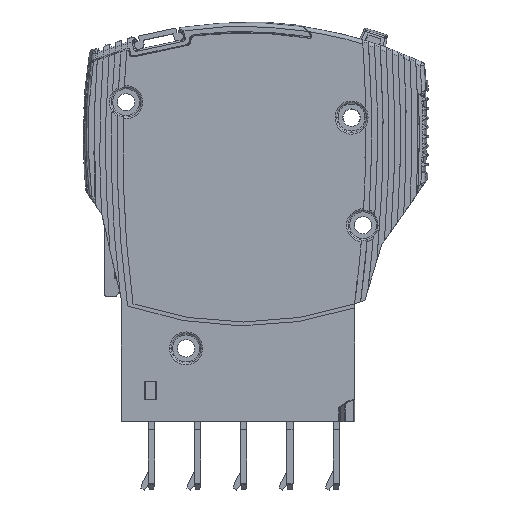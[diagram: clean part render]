
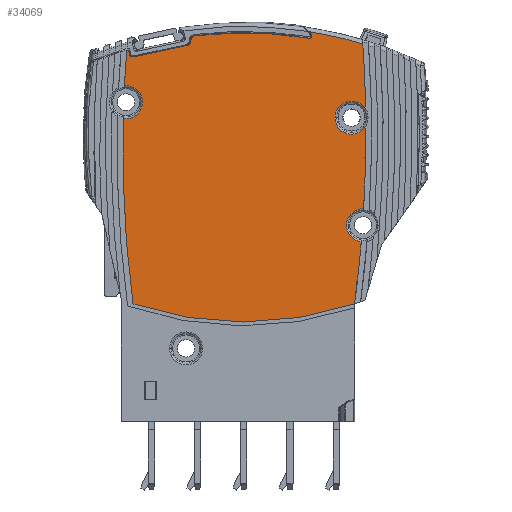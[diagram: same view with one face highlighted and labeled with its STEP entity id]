
A CAD part, top view. The second image highlights one B-rep face of the part: STEP entity #34069.
In plain terms, the highlighted planar face has unit normal (0, 0, 1).
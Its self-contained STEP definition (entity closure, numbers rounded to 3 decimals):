
#3141=CARTESIAN_POINT('',(-15.3,14.,6.1));
#3142=DIRECTION('',(0.,0.,-1.));
#3143=DIRECTION('',(-0.097,0.995,0.));
#3144=AXIS2_PLACEMENT_3D('',#3141,#3142,#3143);
#3146=CARTESIAN_POINT('',(-6.174,21.934,6.1));
#3147=DIRECTION('',(0.,0.,1.));
#3148=DIRECTION('',(-0.118,0.993,0.));
#3149=AXIS2_PLACEMENT_3D('',#3146,#3147,#3148);
#3151=CARTESIAN_POINT('',(0.,-30.,6.1));
#3152=DIRECTION('',(0.,0.,-1.));
#3153=DIRECTION('',(-0.118,0.993,0.));
#3154=AXIS2_PLACEMENT_3D('',#3151,#3152,#3153);
#3156=DIRECTION('',(0.688,-0.725,0.));
#3157=VECTOR('',#3156,0.501);
#3158=CARTESIAN_POINT('',(8.436,23.177,6.1));
#3159=LINE('',#3158,#3157);
#3160=CARTESIAN_POINT('',(0.,-30.,6.1));
#3161=DIRECTION('',(0.,0.,1.));
#3162=DIRECTION('',(0.287,0.958,0.));
#3163=AXIS2_PLACEMENT_3D('',#3160,#3161,#3162);
#3165=CARTESIAN_POINT('',(-154.144,10.,6.1));
#3166=DIRECTION('',(0.,0.,1.));
#3167=DIRECTION('',(1.,0.02,0.));
#3168=AXIS2_PLACEMENT_3D('',#3165,#3166,#3167);
#3170=DIRECTION('',(0.933,0.36,0.));
#3171=VECTOR('',#3170,0.165);
#3172=CARTESIAN_POINT('',(15.668,13.357,6.1));
#3173=LINE('',#3172,#3171);
#3174=DIRECTION('',(-0.941,0.338,0.));
#3175=VECTOR('',#3174,0.165);
#3176=CARTESIAN_POINT('',(15.855,10.628,6.1));
#3177=LINE('',#3176,#3175);
#3178=CARTESIAN_POINT('',(-154.144,10.,6.1));
#3179=DIRECTION('',(0.,0.,1.));
#3180=DIRECTION('',(0.998,-0.058,0.));
#3181=AXIS2_PLACEMENT_3D('',#3178,#3179,#3180);
#3183=CARTESIAN_POINT('',(-154.144,10.,6.1));
#3184=DIRECTION('',(0.,0.,1.));
#3185=DIRECTION('',(0.991,-0.131,0.));
#3186=AXIS2_PLACEMENT_3D('',#3183,#3184,#3185);
#3188=CARTESIAN_POINT('',(0.,30.434,6.1));
#3189=DIRECTION('',(0.,0.,1.));
#3190=DIRECTION('',(-0.32,-0.947,0.));
#3191=AXIS2_PLACEMENT_3D('',#3188,#3189,#3190);
#3193=CARTESIAN_POINT('',(139.278,8.,6.1));
#3194=DIRECTION('',(0.,0.,1.));
#3195=DIRECTION('',(-1.,0.025,0.));
#3196=AXIS2_PLACEMENT_3D('',#3193,#3194,#3195);
#3198=CARTESIAN_POINT('',(139.278,8.,6.1));
#3199=DIRECTION('',(0.,0.,1.));
#3200=DIRECTION('',(-0.997,0.082,0.));
#3201=AXIS2_PLACEMENT_3D('',#3198,#3199,#3200);
#3203=CARTESIAN_POINT('',(-15.199,20.461,6.1));
#3204=DIRECTION('',(0.,0.,1.));
#3205=DIRECTION('',(0.978,0.208,0.));
#3206=AXIS2_PLACEMENT_3D('',#3203,#3204,#3205);
#3208=DIRECTION('',(-0.208,0.978,0.));
#3209=VECTOR('',#3208,0.238);
#3210=CARTESIAN_POINT('',(-14.856,20.291,6.1));
#3211=LINE('',#3210,#3209);
#3212=DIRECTION('',(-0.978,-0.208,0.));
#3213=VECTOR('',#3212,7.15);
#3214=CARTESIAN_POINT('',(-7.269,21.392,6.1));
#3215=LINE('',#3214,#3213);
#3389=CARTESIAN_POINT('',(8.563,22.608,6.1));
#3390=DIRECTION('',(0.,0.,-1.));
#3391=DIRECTION('',(0.725,0.688,0.));
#3392=AXIS2_PLACEMENT_3D('',#3389,#3390,#3391);
#3405=CARTESIAN_POINT('',(8.436,23.177,6.1));
#21813=CARTESIAN_POINT('',(15.267,-4.137,6.1));
#21819=CARTESIAN_POINT('',(15.5,-2.,6.1));
#21820=DIRECTION('',(0.,0.,-1.));
#21821=DIRECTION('',(-0.108,-0.994,0.));
#21822=AXIS2_PLACEMENT_3D('',#21819,#21820,#21821);
#21865=CARTESIAN_POINT('',(15.57,0.149,6.1));
#21924=CARTESIAN_POINT('',(14.,12.,6.1));
#21925=DIRECTION('',(0.,0.,-1.));
#21926=DIRECTION('',(0.791,-0.612,0.));
#21927=AXIS2_PLACEMENT_3D('',#21924,#21925,#21926);
#23306=CARTESIAN_POINT('',(-7.373,21.881,6.1));
#23307=DIRECTION('',(0.,0.,-1.));
#23308=DIRECTION('',(0.999,0.044,0.));
#23309=AXIS2_PLACEMENT_3D('',#23306,#23307,#23308);
#23329=CARTESIAN_POINT('',(-14.367,20.395,6.1));
#23330=DIRECTION('',(0.,0.,-1.));
#23331=DIRECTION('',(0.208,-0.978,0.));
#23332=AXIS2_PLACEMENT_3D('',#23329,#23330,#23331);
#27893=CARTESIAN_POINT('',(15.7,10.683,6.1));
#27894=CARTESIAN_POINT('',(15.668,13.357,6.1));
#27895=VERTEX_POINT('',#27893);
#27896=VERTEX_POINT('',#27894);
#27961=CARTESIAN_POINT('',(-14.4,-12.2,6.1));
#27962=CARTESIAN_POINT('',(14.4,-12.2,6.1));
#27963=VERTEX_POINT('',#27961);
#27964=VERTEX_POINT('',#27962);
#27995=CARTESIAN_POINT('',(-7.269,21.392,6.1));
#27997=VERTEX_POINT('',#27995);
#27999=CARTESIAN_POINT('',(-14.856,20.291,6.1));
#28001=VERTEX_POINT('',#27999);
#28003=CARTESIAN_POINT('',(-14.263,19.906,6.1));
#28005=VERTEX_POINT('',#28003);
#28006=CARTESIAN_POINT('',(-14.905,20.523,6.1));
#28007=CARTESIAN_POINT('',(-15.196,20.761,6.1));
#28008=VERTEX_POINT('',#28006);
#28009=VERTEX_POINT('',#28007);
#28020=CARTESIAN_POINT('',(-6.257,22.629,6.1));
#28021=VERTEX_POINT('',#28020);
#28022=CARTESIAN_POINT('',(-6.873,21.903,6.1));
#28023=VERTEX_POINT('',#28022);
#28047=CARTESIAN_POINT('',(8.515,22.311,6.1));
#28049=VERTEX_POINT('',#28047);
#28051=CARTESIAN_POINT('',(8.781,22.814,6.1));
#28053=VERTEX_POINT('',#28051);
#28078=VERTEX_POINT('',#21865);
#28079=VERTEX_POINT('',#21813);
#28100=CARTESIAN_POINT('',(-15.508,16.14,6.1));
#28101=CARTESIAN_POINT('',(-15.673,11.883,6.1));
#28102=VERTEX_POINT('',#28100);
#28103=VERTEX_POINT('',#28101);
#28104=VERTEX_POINT('',#3405);
#28106=CARTESIAN_POINT('',(15.461,21.575,6.1));
#28107=VERTEX_POINT('',#28106);
#28300=CARTESIAN_POINT('',(15.821,13.416,6.1));
#28302=VERTEX_POINT('',#28300);
#28303=CARTESIAN_POINT('',(15.855,10.628,6.1));
#28305=VERTEX_POINT('',#28303);
#34021=CARTESIAN_POINT('',(0.,0.,6.1));
#34022=DIRECTION('',(0.,0.,1.));
#34023=DIRECTION('',(1.,0.,0.));
#34024=AXIS2_PLACEMENT_3D('',#34021,#34022,#34023);
#34025=PLANE('',#34024);
#34027=ORIENTED_EDGE('',*,*,#34026,.F.);
#34029=ORIENTED_EDGE('',*,*,#34028,.T.);
#34031=ORIENTED_EDGE('',*,*,#34030,.F.);
#34033=ORIENTED_EDGE('',*,*,#34032,.F.);
#34035=ORIENTED_EDGE('',*,*,#34034,.F.);
#34037=ORIENTED_EDGE('',*,*,#34036,.F.);
#34039=ORIENTED_EDGE('',*,*,#34038,.F.);
#34041=ORIENTED_EDGE('',*,*,#34040,.F.);
#34043=ORIENTED_EDGE('',*,*,#34042,.F.);
#34045=ORIENTED_EDGE('',*,*,#34044,.F.);
#34047=ORIENTED_EDGE('',*,*,#34046,.F.);
#34049=ORIENTED_EDGE('',*,*,#34048,.F.);
#34051=ORIENTED_EDGE('',*,*,#34050,.F.);
#34053=ORIENTED_EDGE('',*,*,#34052,.F.);
#34054=ORIENTED_EDGE('',*,*,#34002,.F.);
#34056=ORIENTED_EDGE('',*,*,#34055,.F.);
#34058=ORIENTED_EDGE('',*,*,#34057,.F.);
#34060=ORIENTED_EDGE('',*,*,#34059,.F.);
#34062=ORIENTED_EDGE('',*,*,#34061,.F.);
#34064=ORIENTED_EDGE('',*,*,#34063,.F.);
#34066=ORIENTED_EDGE('',*,*,#34065,.F.);
#34067=EDGE_LOOP('',(#34027,#34029,#34031,#34033,#34035,#34037,#34039,#34041,
#34043,#34045,#34047,#34049,#34051,#34053,#34054,#34056,#34058,#34060,#34062,
#34064,#34066));
#34068=FACE_OUTER_BOUND('',#34067,.F.);
#3145=CIRCLE('',#3144,2.15);
#3150=CIRCLE('',#3149,0.7);
#3155=CIRCLE('',#3154,53.);
#3164=CIRCLE('',#3163,53.842);
#3169=CIRCLE('',#3168,170.);
#3182=CIRCLE('',#3181,170.);
#3187=CIRCLE('',#3186,170.);
#3192=CIRCLE('',#3191,45.);
#3197=CIRCLE('',#3196,155.);
#3202=CIRCLE('',#3201,155.);
#3207=CIRCLE('',#3206,0.3);
#3393=CIRCLE('',#3392,0.3);
#21823=CIRCLE('',#21822,2.15);
#21928=CIRCLE('',#21927,2.15);
#23310=CIRCLE('',#23309,0.5);
#23333=CIRCLE('',#23332,0.5);
#34002=EDGE_CURVE('',#28102,#28103,#3145,.T.);
#34026=EDGE_CURVE('',#28021,#28023,#3150,.T.);
#34028=EDGE_CURVE('',#28021,#28049,#3155,.T.);
#34030=EDGE_CURVE('',#28053,#28049,#3393,.T.);
#34032=EDGE_CURVE('',#28104,#28053,#3159,.T.);
#34034=EDGE_CURVE('',#28107,#28104,#3164,.T.);
#34036=EDGE_CURVE('',#28302,#28107,#3169,.T.);
#34038=EDGE_CURVE('',#27896,#28302,#3173,.T.);
#34040=EDGE_CURVE('',#27895,#27896,#21928,.T.);
#34042=EDGE_CURVE('',#28305,#27895,#3177,.T.);
#34044=EDGE_CURVE('',#28078,#28305,#3182,.T.);
#34046=EDGE_CURVE('',#28079,#28078,#21823,.T.);
#34048=EDGE_CURVE('',#27964,#28079,#3187,.T.);
#34050=EDGE_CURVE('',#27963,#27964,#3192,.T.);
#34052=EDGE_CURVE('',#28103,#27963,#3197,.T.);
#34055=EDGE_CURVE('',#28009,#28102,#3202,.T.);
#34057=EDGE_CURVE('',#28008,#28009,#3207,.T.);
#34059=EDGE_CURVE('',#28001,#28008,#3211,.T.);
#34061=EDGE_CURVE('',#28005,#28001,#23333,.T.);
#34063=EDGE_CURVE('',#27997,#28005,#3215,.T.);
#34065=EDGE_CURVE('',#28023,#27997,#23310,.T.);
#34069=ADVANCED_FACE('',(#34068),#34025,.T.);
